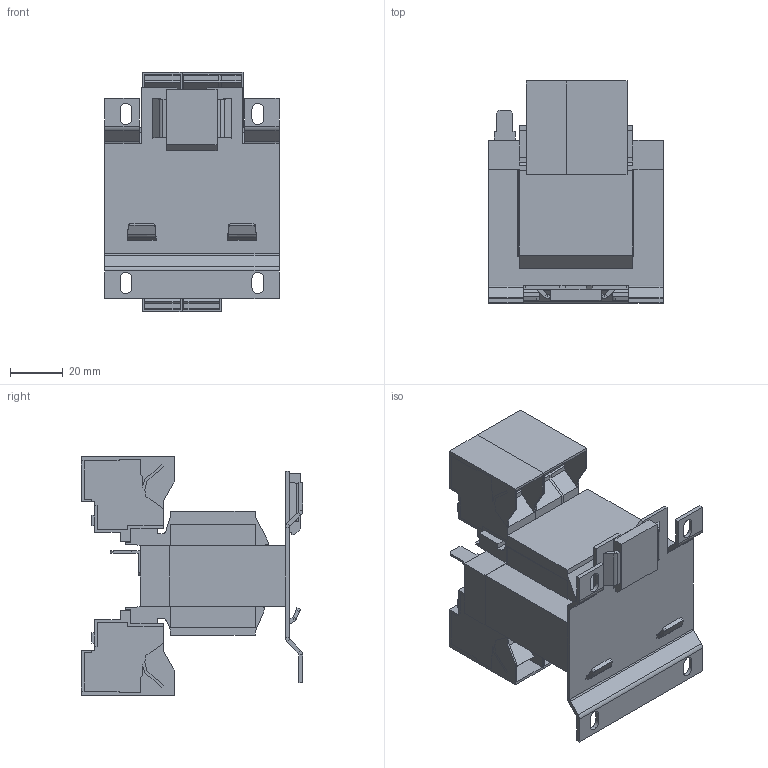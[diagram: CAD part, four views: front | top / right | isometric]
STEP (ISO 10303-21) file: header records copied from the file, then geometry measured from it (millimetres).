
FILE_DESCRIPTION (( 'STEP AP214' ), '1' );
FILE_NAME ('739348.STEP', '2023-08-15T09:21:41', ( '' ), ( '' ), 'SwSTEP 2.0', 'SolidWorks 2018', '' );
FILE_SCHEMA (( 'AUTOMOTIVE_DESIGN' ));
Length unit declared in the file: millimetre
Products named in the file (1): 739348
Bounding box: 66.05 x 83.97 x 90.8 mm (x, y, z)
Volume: 185706.9 mm3; surface area: 52116 mm2
Topology: 1 solids, 1 shells, 582 faces, 1602 edges, 1032 vertices
Faces by surface type: plane 490, cylinder 80, bspline 12
Entity records: 18476 total; most frequent: CARTESIAN_POINT 3637, ORIENTED_EDGE 3204, DIRECTION 2856, EDGE_CURVE 1602, VECTOR 1434, LINE 1434, VERTEX_POINT 1032, AXIS2_PLACEMENT_3D 711
